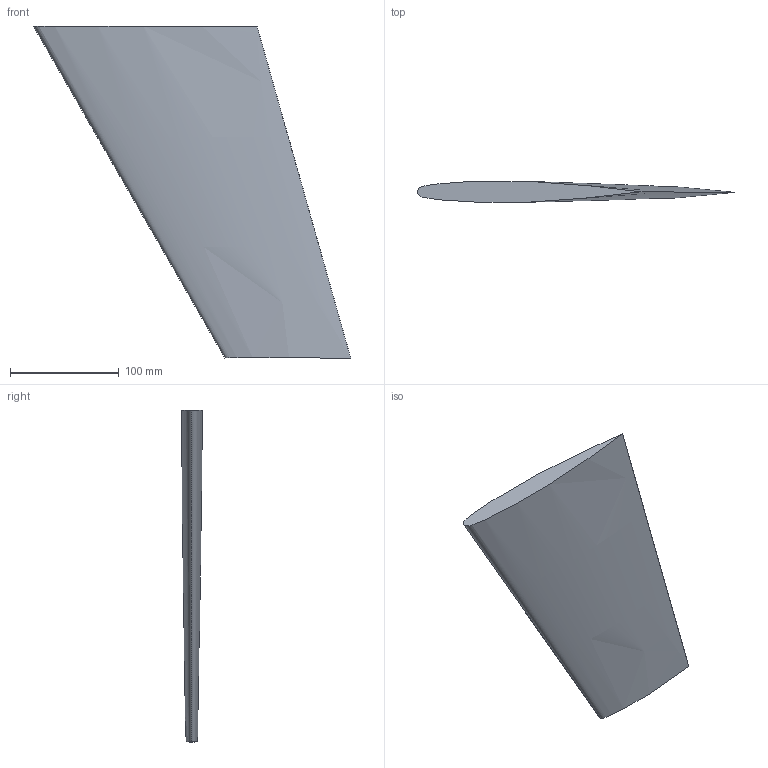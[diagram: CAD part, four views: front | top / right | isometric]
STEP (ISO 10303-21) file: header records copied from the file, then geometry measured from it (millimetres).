
FILE_DESCRIPTION (( 'STEP AP214' ), '1' );
FILE_NAME ('ExperimentGeometry.STEP', '2015-07-16T12:22:14', ( '' ), ( '' ), 'SwSTEP 2.0', 'SolidWorks 2015', '' );
FILE_SCHEMA (( 'AUTOMOTIVE_DESIGN' ));
Length unit declared in the file: foot
Products named in the file (1): ExperimentGeometry
Bounding box: 291.39 x 19.23 x 304.8 mm (x, y, z)
Volume: 563983.3 mm3; surface area: 103539 mm2
Topology: 1 solids, 1 shells, 4 faces, 6 edges, 4 vertices
Faces by surface type: bspline 2, plane 2
Entity records: 1568 total; most frequent: CARTESIAN_POINT 1471, ORIENTED_EDGE 12, B_SPLINE_CURVE_WITH_KNOTS 6, DIRECTION 6, EDGE_CURVE 6, ADVANCED_FACE 4, FACE_OUTER_BOUND 4, VERTEX_POINT 4
